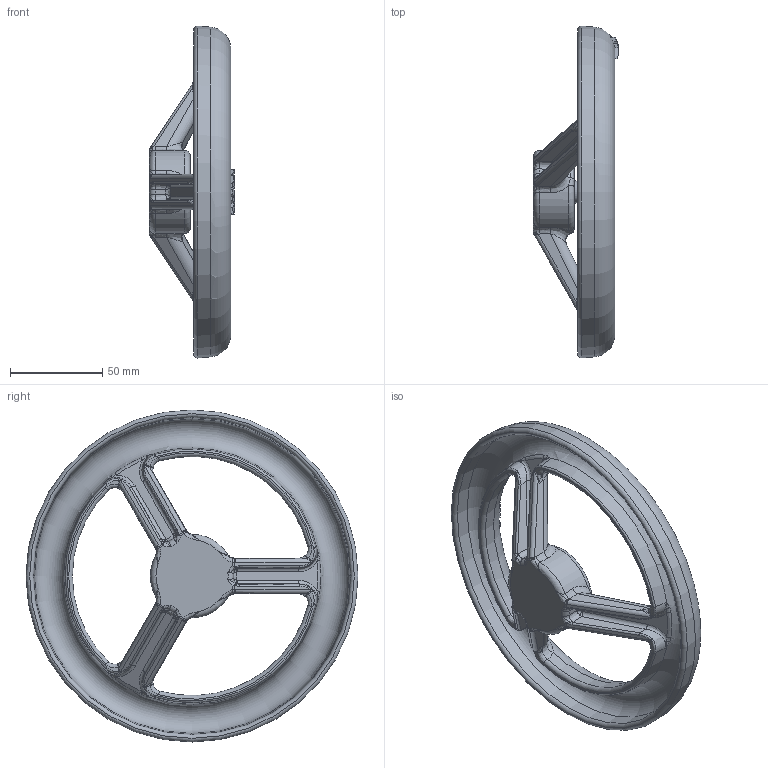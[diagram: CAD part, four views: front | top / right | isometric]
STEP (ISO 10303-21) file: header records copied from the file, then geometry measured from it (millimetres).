
FILE_DESCRIPTION (( 'STEP AP203' ), '1' );
FILE_NAME ('O_08_A_DN040-050_AA0_step.step', '2016-09-08T10:46:47', ( 'Windows User' ), ( 'AVK' ), 'SwSTEP 2.0', 'SolidWorks 2012', '' );
FILE_SCHEMA (( 'CONFIG_CONTROL_DESIGN' ));
Length unit declared in the file: millimetre
Products named in the file (1): O_08_A_DN040-050_AA0_step
Bounding box: 46 x 179.63 x 179.63 mm (x, y, z)
Volume: 146709.1 mm3; surface area: 63105 mm2
Topology: 1 solids, 1 shells, 374 faces, 909 edges, 501 vertices
Faces by surface type: bspline 209, plane 78, cylinder 44, torus 23, cone 14, sphere 6
Full cylindrical faces by diameter (mm): 10 x1, 12 x1
Entity records: 18256 total; most frequent: CARTESIAN_POINT 11465, ORIENTED_EDGE 1720, DIRECTION 961, EDGE_CURVE 860, VERTEX_POINT 496, B_SPLINE_CURVE_WITH_KNOTS 440, AXIS2_PLACEMENT_3D 420, EDGE_LOOP 388
